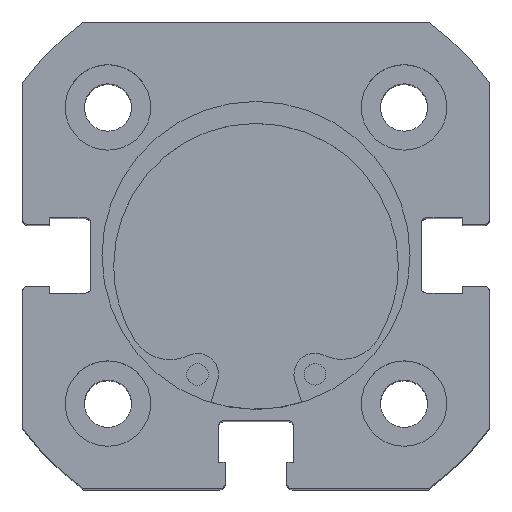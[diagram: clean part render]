
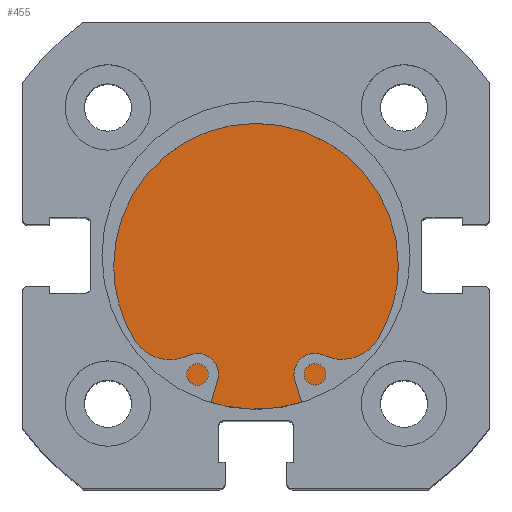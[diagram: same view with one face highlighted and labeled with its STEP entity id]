
A CAD part, top view. The second image highlights one B-rep face of the part: STEP entity #455.
In plain terms, the highlighted face is planar.
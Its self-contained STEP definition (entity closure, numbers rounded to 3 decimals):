
#455 = ADVANCED_FACE ( 'NONE', ( #3328 ), #4426, .F. ) ;
#490 = ORIENTED_EDGE ( 'NONE', *, *, #5587, .F. ) ;
#497 = ORIENTED_EDGE ( 'NONE', *, *, #5799, .F. ) ;
#836 = EDGE_LOOP ( 'NONE', ( #497, #490 ) ) ;
#1407 = CARTESIAN_POINT ( 'NONE',  ( 6., 0., 13.5 ) ) ;
#1474 = CARTESIAN_POINT ( 'NONE',  ( 6., 0., -13.5 ) ) ;
#2300 = CARTESIAN_POINT ( 'NONE',  ( 6., 0., 0. ) ) ;
#2306 = DIRECTION ( 'NONE',  ( -1., 0., 0. ) ) ;
#2307 = DIRECTION ( 'NONE',  ( 0., 0., 1. ) ) ;
#2480 = CIRCLE ( 'NONE', #2620, 13.5 ) ;
#2537 = CIRCLE ( 'NONE', #2646, 13.5 ) ;
#2620 = AXIS2_PLACEMENT_3D ( 'NONE', #2300, #2306, #2307 ) ;
#2646 = AXIS2_PLACEMENT_3D ( 'NONE', #2937, #2944, #2945 ) ;
#2937 = CARTESIAN_POINT ( 'NONE',  ( 6., 0., 0. ) ) ;
#2944 = DIRECTION ( 'NONE',  ( -1., 0., 0. ) ) ;
#2945 = DIRECTION ( 'NONE',  ( 0., 0., 1. ) ) ;
#3328 = FACE_OUTER_BOUND ( 'NONE', #836, .T. ) ;
#4351 = DIRECTION ( 'NONE',  ( 0., 0., 1. ) ) ;
#4360 = DIRECTION ( 'NONE',  ( -1., 0., 0. ) ) ;
#4372 = VERTEX_POINT ( 'NONE', #1407 ) ;
#4426 = PLANE ( 'NONE',  #5717 ) ;
#4430 = CARTESIAN_POINT ( 'NONE',  ( 6., 13.5, 0. ) ) ;
#4459 = VERTEX_POINT ( 'NONE', #1474 ) ;
#5587 = EDGE_CURVE ( 'NONE', #4459, #4372, #2480, .T. ) ;
#5717 = AXIS2_PLACEMENT_3D ( 'NONE', #4430, #4360, #4351 ) ;
#5799 = EDGE_CURVE ( 'NONE', #4372, #4459, #2537, .T. ) ;
